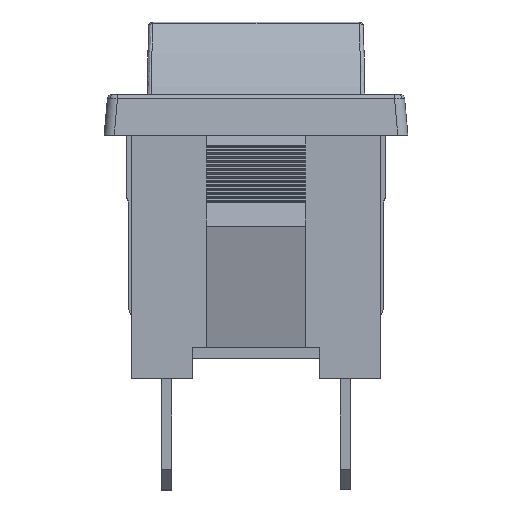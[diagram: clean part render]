
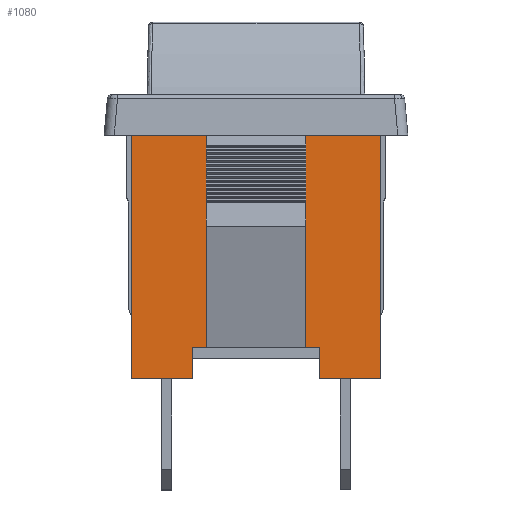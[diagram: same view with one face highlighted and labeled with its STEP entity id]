
A CAD part, top view. The second image highlights one B-rep face of the part: STEP entity #1080.
In plain terms, the highlighted face is planar.
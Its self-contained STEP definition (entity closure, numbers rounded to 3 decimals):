
#1080 = ADVANCED_FACE ( 'NONE', ( #10507 ), #12520, .T. ) ;
#1900 = VERTEX_POINT ( 'NONE', #14572 ) ;
#2266 = EDGE_CURVE ( 'NONE', #7031, #7034, #15762, .T. ) ;
#2313 = EDGE_CURVE ( 'NONE', #7076, #7077, #15858, .T. ) ;
#2408 = EDGE_CURVE ( 'NONE', #7167, #7163, #16047, .T. ) ;
#2447 = EDGE_CURVE ( 'NONE', #7165, #7031, #16110, .T. ) ;
#2457 = EDGE_CURVE ( 'NONE', #7165, #7181, #16159, .T. ) ;
#2469 = EDGE_CURVE ( 'NONE', #7193, #7194, #16197, .T. ) ;
#2483 = EDGE_CURVE ( 'NONE', #7194, #7200, #16243, .T. ) ;
#3506 = EDGE_CURVE ( 'NONE', #1900, #7034, #16577, .T. ) ;
#3559 = EDGE_CURVE ( 'NONE', #7193, #1900, #16682, .T. ) ;
#3562 = EDGE_CURVE ( 'NONE', #7163, #7077, #16688, .T. ) ;
#3563 = EDGE_CURVE ( 'NONE', #7200, #7076, #16690, .T. ) ;
#3564 = EDGE_CURVE ( 'NONE', #7167, #7181, #16692, .T. ) ;
#3974 = ORIENTED_EDGE ( 'NONE', *, *, #2408, .T. ) ;
#3975 = ORIENTED_EDGE ( 'NONE', *, *, #3562, .T. ) ;
#3976 = ORIENTED_EDGE ( 'NONE', *, *, #2313, .F. ) ;
#3977 = ORIENTED_EDGE ( 'NONE', *, *, #3563, .F. ) ;
#3978 = ORIENTED_EDGE ( 'NONE', *, *, #2483, .F. ) ;
#3979 = ORIENTED_EDGE ( 'NONE', *, *, #2469, .F. ) ;
#3980 = ORIENTED_EDGE ( 'NONE', *, *, #3559, .T. ) ;
#3981 = ORIENTED_EDGE ( 'NONE', *, *, #3506, .T. ) ;
#3982 = ORIENTED_EDGE ( 'NONE', *, *, #2266, .F. ) ;
#3983 = ORIENTED_EDGE ( 'NONE', *, *, #2447, .F. ) ;
#3984 = ORIENTED_EDGE ( 'NONE', *, *, #2457, .T. ) ;
#3985 = ORIENTED_EDGE ( 'NONE', *, *, #3564, .F. ) ;
#7031 = VERTEX_POINT ( 'NONE', #21209 ) ;
#7034 = VERTEX_POINT ( 'NONE', #21212 ) ;
#7076 = VERTEX_POINT ( 'NONE', #21254 ) ;
#7077 = VERTEX_POINT ( 'NONE', #21255 ) ;
#7163 = VERTEX_POINT ( 'NONE', #21341 ) ;
#7165 = VERTEX_POINT ( 'NONE', #21343 ) ;
#7167 = VERTEX_POINT ( 'NONE', #21345 ) ;
#7181 = VERTEX_POINT ( 'NONE', #21359 ) ;
#7193 = VERTEX_POINT ( 'NONE', #21371 ) ;
#7194 = VERTEX_POINT ( 'NONE', #21372 ) ;
#7200 = VERTEX_POINT ( 'NONE', #21378 ) ;
#10507 = FACE_OUTER_BOUND ( 'NONE', #21811, .T. ) ;
#12520 = PLANE ( 'NONE',  #12564 ) ;
#12524 = CARTESIAN_POINT ( 'NONE',  ( 6.15, 0., 8.375 ) ) ;
#12530 = DIRECTION ( 'NONE',  ( 0., 0.002, 1. ) ) ;
#12531 = DIRECTION ( 'NONE',  ( 0., -1., 0.002 ) ) ;
#12564 = AXIS2_PLACEMENT_3D ( 'NONE', #12524, #12530, #12531 ) ;
#14572 = CARTESIAN_POINT ( 'NONE',  ( -6.15, 0., 8.375 ) ) ;
#15228 = CARTESIAN_POINT ( 'NONE',  ( 6.15, 0., 8.375 ) ) ;
#15234 = DIRECTION ( 'NONE',  ( 0.002, -1., 0.002 ) ) ;
#15327 = CARTESIAN_POINT ( 'NONE',  ( -2.45, 10.125, 8.357 ) ) ;
#15328 = DIRECTION ( 'NONE',  ( 0., -1., 0.002 ) ) ;
#15512 = DIRECTION ( 'NONE',  ( 0., -1., 0.002 ) ) ;
#15514 = CARTESIAN_POINT ( 'NONE',  ( 2.45, 10.125, 8.357 ) ) ;
#15523 = CARTESIAN_POINT ( 'NONE',  ( 6.15, 12., 8.354 ) ) ;
#15597 = DIRECTION ( 'NONE',  ( 1., 0., 0. ) ) ;
#15618 = CARTESIAN_POINT ( 'NONE',  ( 3.15, 0., 8.375 ) ) ;
#15619 = DIRECTION ( 'NONE',  ( 0., -1., 0.002 ) ) ;
#15762 = LINE ( 'NONE', #15228, #15767 ) ;
#15767 = VECTOR ( 'NONE', #15234, 1000. ) ;
#15858 = LINE ( 'NONE', #15327, #15861 ) ;
#15861 = VECTOR ( 'NONE', #15328, 1000. ) ;
#16047 = LINE ( 'NONE', #15514, #16049 ) ;
#16049 = VECTOR ( 'NONE', #15512, 1000. ) ;
#16110 = LINE ( 'NONE', #15523, #16133 ) ;
#16133 = VECTOR ( 'NONE', #15597, 1000. ) ;
#16159 = LINE ( 'NONE', #15618, #16164 ) ;
#16164 = VECTOR ( 'NONE', #15619, 1000. ) ;
#16197 = LINE ( 'NONE', #16899, #16202 ) ;
#16202 = VECTOR ( 'NONE', #16900, 1000. ) ;
#16243 = LINE ( 'NONE', #16927, #16247 ) ;
#16247 = VECTOR ( 'NONE', #16928, 1000. ) ;
#16577 = LINE ( 'NONE', #17225, #16580 ) ;
#16580 = VECTOR ( 'NONE', #17226, 1000. ) ;
#16682 = LINE ( 'NONE', #17332, #16685 ) ;
#16685 = VECTOR ( 'NONE', #17333, 1000. ) ;
#16688 = LINE ( 'NONE', #17338, #16691 ) ;
#16690 = LINE ( 'NONE', #17340, #16693 ) ;
#16691 = VECTOR ( 'NONE', #17339, 1000. ) ;
#16692 = LINE ( 'NONE', #17342, #16695 ) ;
#16693 = VECTOR ( 'NONE', #17341, 1000. ) ;
#16695 = VECTOR ( 'NONE', #17343, 1000. ) ;
#16899 = CARTESIAN_POINT ( 'NONE',  ( 6.15, 12., 8.354 ) ) ;
#16900 = DIRECTION ( 'NONE',  ( 1., 0., 0. ) ) ;
#16927 = CARTESIAN_POINT ( 'NONE',  ( -3.15, 0., 8.375 ) ) ;
#16928 = DIRECTION ( 'NONE',  ( 0., -1., 0.002 ) ) ;
#17225 = CARTESIAN_POINT ( 'NONE',  ( 6.15, 0., 8.375 ) ) ;
#17226 = DIRECTION ( 'NONE',  ( 1., 0., 0. ) ) ;
#17332 = CARTESIAN_POINT ( 'NONE',  ( -6.15, 0.021, 8.375 ) ) ;
#17333 = DIRECTION ( 'NONE',  ( -0.002, -1., 0.002 ) ) ;
#17338 = CARTESIAN_POINT ( 'NONE',  ( -2.45, 8.598, 8.36 ) ) ;
#17339 = DIRECTION ( 'NONE',  ( -1., 0., 0. ) ) ;
#17340 = CARTESIAN_POINT ( 'NONE',  ( 6.15, 10.5, 8.357 ) ) ;
#17341 = DIRECTION ( 'NONE',  ( 1., 0., 0. ) ) ;
#17342 = CARTESIAN_POINT ( 'NONE',  ( 6.15, 10.5, 8.357 ) ) ;
#17343 = DIRECTION ( 'NONE',  ( 1., 0., 0. ) ) ;
#21209 = CARTESIAN_POINT ( 'NONE',  ( 6.129, 12., 8.354 ) ) ;
#21212 = CARTESIAN_POINT ( 'NONE',  ( 6.15, 0., 8.375 ) ) ;
#21254 = CARTESIAN_POINT ( 'NONE',  ( -2.45, 10.5, 8.357 ) ) ;
#21255 = CARTESIAN_POINT ( 'NONE',  ( -2.45, 8.598, 8.36 ) ) ;
#21341 = CARTESIAN_POINT ( 'NONE',  ( 2.45, 8.598, 8.36 ) ) ;
#21343 = CARTESIAN_POINT ( 'NONE',  ( 3.15, 12., 8.354 ) ) ;
#21345 = CARTESIAN_POINT ( 'NONE',  ( 2.45, 10.5, 8.357 ) ) ;
#21359 = CARTESIAN_POINT ( 'NONE',  ( 3.15, 10.5, 8.357 ) ) ;
#21371 = CARTESIAN_POINT ( 'NONE',  ( -6.129, 12., 8.354 ) ) ;
#21372 = CARTESIAN_POINT ( 'NONE',  ( -3.15, 12., 8.354 ) ) ;
#21378 = CARTESIAN_POINT ( 'NONE',  ( -3.15, 10.5, 8.357 ) ) ;
#21811 = EDGE_LOOP ( 'NONE', ( #3974, #3975, #3976, #3977, #3978, #3979, #3980, #3981, #3982, #3983, #3984, #3985 ) ) ;
